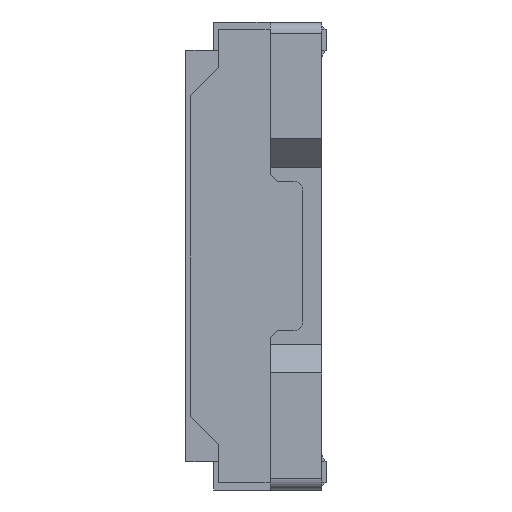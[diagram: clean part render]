
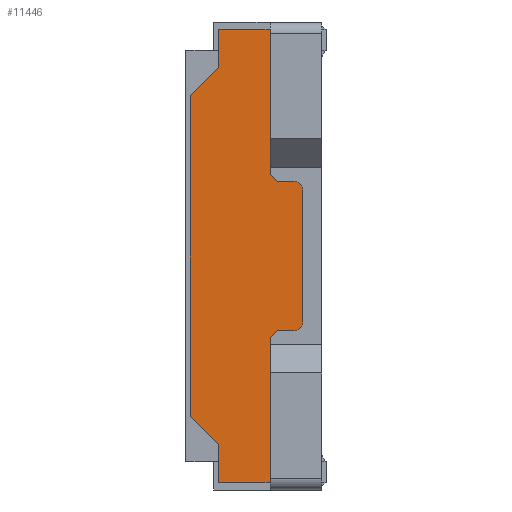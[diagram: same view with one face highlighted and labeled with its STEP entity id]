
A CAD part, left-side view. The second image highlights one B-rep face of the part: STEP entity #11446.
In plain terms, the highlighted planar face has unit normal (-1, 0, 0).
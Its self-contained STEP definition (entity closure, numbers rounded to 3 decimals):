
#1901=DIRECTION('',(0.,-1.,0.));
#1902=VECTOR('',#1901,0.22);
#1903=CARTESIAN_POINT('',(-4.02,0.44,-0.97));
#1904=LINE('',#1903,#1902);
#2305=DIRECTION('',(0.,-1.,0.));
#2306=VECTOR('',#2305,0.22);
#2307=CARTESIAN_POINT('',(-4.02,0.44,0.97));
#2308=LINE('',#2307,#2306);
#2551=DIRECTION('',(0.,0.,-1.));
#2552=VECTOR('',#2551,0.5);
#2553=CARTESIAN_POINT('',(-4.02,0.22,-0.47));
#2554=LINE('',#2553,#2552);
#2555=DIRECTION('',(0.,0.707,0.707));
#2556=VECTOR('',#2555,0.17);
#2557=CARTESIAN_POINT('',(-4.02,0.44,-0.805));
#2558=LINE('',#2557,#2556);
#2559=DIRECTION('',(0.,0.,1.));
#2560=VECTOR('',#2559,1.37);
#2561=CARTESIAN_POINT('',(-4.02,0.56,-0.685));
#2562=LINE('',#2561,#2560);
#2563=DIRECTION('',(0.,-0.707,0.707));
#2564=VECTOR('',#2563,0.17);
#2565=CARTESIAN_POINT('',(-4.02,0.56,0.685));
#2566=LINE('',#2565,#2564);
#2567=DIRECTION('',(0.,0.,-1.));
#2568=VECTOR('',#2567,0.5);
#2569=CARTESIAN_POINT('',(-4.02,0.22,0.97));
#2570=LINE('',#2569,#2568);
#2571=DIRECTION('',(0.,0.,-1.));
#2572=VECTOR('',#2571,0.12);
#2573=CARTESIAN_POINT('',(-4.02,0.22,0.47));
#2574=LINE('',#2573,#2572);
#2575=DIRECTION('',(0.,-0.707,-0.707));
#2576=VECTOR('',#2575,0.042);
#2577=CARTESIAN_POINT('',(-4.02,0.22,0.35));
#2578=LINE('',#2577,#2576);
#2579=DIRECTION('',(0.,-1.,0.));
#2580=VECTOR('',#2579,0.07);
#2581=CARTESIAN_POINT('',(-4.02,0.19,0.32));
#2582=LINE('',#2581,#2580);
#2583=CARTESIAN_POINT('',(-4.02,0.12,0.28));
#2584=DIRECTION('',(1.,0.,0.));
#2585=DIRECTION('',(0.,0.,1.));
#2586=AXIS2_PLACEMENT_3D('',#2583,#2584,#2585);
#2588=DIRECTION('',(0.,0.,-1.));
#2589=VECTOR('',#2588,0.56);
#2590=CARTESIAN_POINT('',(-4.02,0.08,0.28));
#2591=LINE('',#2590,#2589);
#2592=CARTESIAN_POINT('',(-4.02,0.12,-0.28));
#2593=DIRECTION('',(1.,0.,0.));
#2594=DIRECTION('',(0.,-1.,0.));
#2595=AXIS2_PLACEMENT_3D('',#2592,#2593,#2594);
#2597=DIRECTION('',(0.,1.,0.));
#2598=VECTOR('',#2597,0.07);
#2599=CARTESIAN_POINT('',(-4.02,0.12,-0.32));
#2600=LINE('',#2599,#2598);
#2601=DIRECTION('',(0.,0.707,-0.707));
#2602=VECTOR('',#2601,0.042);
#2603=CARTESIAN_POINT('',(-4.02,0.19,-0.32));
#2604=LINE('',#2603,#2602);
#2605=DIRECTION('',(0.,0.,-1.));
#2606=VECTOR('',#2605,0.12);
#2607=CARTESIAN_POINT('',(-4.02,0.22,-0.35));
#2608=LINE('',#2607,#2606);
#2609=DIRECTION('',(0.,0.,-1.));
#2610=VECTOR('',#2609,0.165);
#2611=CARTESIAN_POINT('',(-4.02,0.44,-0.805));
#2612=LINE('',#2611,#2610);
#4549=DIRECTION('',(0.,0.,-1.));
#4550=VECTOR('',#4549,0.165);
#4551=CARTESIAN_POINT('',(-4.02,0.44,0.97));
#4552=LINE('',#4551,#4550);
#6271=CARTESIAN_POINT('',(-4.02,0.22,0.97));
#6272=VERTEX_POINT('',#6271);
#6343=CARTESIAN_POINT('',(-4.02,0.22,0.35));
#6344=CARTESIAN_POINT('',(-4.02,0.19,0.32));
#6345=VERTEX_POINT('',#6343);
#6346=VERTEX_POINT('',#6344);
#6347=CARTESIAN_POINT('',(-4.02,0.12,0.32));
#6348=VERTEX_POINT('',#6347);
#6349=CARTESIAN_POINT('',(-4.02,0.08,0.28));
#6350=VERTEX_POINT('',#6349);
#6351=CARTESIAN_POINT('',(-4.02,0.08,-0.28));
#6352=VERTEX_POINT('',#6351);
#6353=CARTESIAN_POINT('',(-4.02,0.12,-0.32));
#6354=VERTEX_POINT('',#6353);
#6355=CARTESIAN_POINT('',(-4.02,0.19,-0.32));
#6356=VERTEX_POINT('',#6355);
#6357=CARTESIAN_POINT('',(-4.02,0.22,-0.35));
#6358=VERTEX_POINT('',#6357);
#6359=CARTESIAN_POINT('',(-4.02,0.44,-0.805));
#6360=CARTESIAN_POINT('',(-4.02,0.56,-0.685));
#6361=VERTEX_POINT('',#6359);
#6362=VERTEX_POINT('',#6360);
#6363=CARTESIAN_POINT('',(-4.02,0.56,0.685));
#6364=VERTEX_POINT('',#6363);
#6365=CARTESIAN_POINT('',(-4.02,0.44,0.805));
#6366=VERTEX_POINT('',#6365);
#6411=CARTESIAN_POINT('',(-4.02,0.22,0.47));
#6412=VERTEX_POINT('',#6411);
#7051=CARTESIAN_POINT('',(-4.02,0.44,0.97));
#7052=VERTEX_POINT('',#7051);
#7061=CARTESIAN_POINT('',(-4.02,0.22,-0.47));
#7062=VERTEX_POINT('',#7061);
#7071=CARTESIAN_POINT('',(-4.02,0.22,-0.97));
#7072=VERTEX_POINT('',#7071);
#7075=CARTESIAN_POINT('',(-4.02,0.44,-0.97));
#7076=VERTEX_POINT('',#7075);
#11416=CARTESIAN_POINT('',(-4.02,0.44,0.88));
#11417=DIRECTION('',(-1.,0.,0.));
#11418=DIRECTION('',(0.,-1.,0.));
#11419=AXIS2_PLACEMENT_3D('',#11416,#11417,#11418);
#11420=PLANE('',#11419);
#11421=ORIENTED_EDGE('',*,*,#10791,.T.);
#11422=ORIENTED_EDGE('',*,*,#10578,.F.);
#11424=ORIENTED_EDGE('',*,*,#11423,.F.);
#11426=ORIENTED_EDGE('',*,*,#11425,.T.);
#11428=ORIENTED_EDGE('',*,*,#11427,.T.);
#11430=ORIENTED_EDGE('',*,*,#11429,.T.);
#11432=ORIENTED_EDGE('',*,*,#11431,.F.);
#11433=ORIENTED_EDGE('',*,*,#11097,.T.);
#11434=ORIENTED_EDGE('',*,*,#10751,.T.);
#11435=ORIENTED_EDGE('',*,*,#11229,.T.);
#11436=ORIENTED_EDGE('',*,*,#11247,.T.);
#11437=ORIENTED_EDGE('',*,*,#11411,.T.);
#11438=ORIENTED_EDGE('',*,*,#11398,.T.);
#11439=ORIENTED_EDGE('',*,*,#11384,.T.);
#11440=ORIENTED_EDGE('',*,*,#11370,.T.);
#11441=ORIENTED_EDGE('',*,*,#11356,.T.);
#11442=ORIENTED_EDGE('',*,*,#11342,.T.);
#11443=ORIENTED_EDGE('',*,*,#11328,.T.);
#11444=EDGE_LOOP('',(#11421,#11422,#11424,#11426,#11428,#11430,#11432,#11433,
#11434,#11435,#11436,#11437,#11438,#11439,#11440,#11441,#11442,#11443));
#11445=FACE_OUTER_BOUND('',#11444,.F.);
#11446=ADVANCED_FACE('',(#11445),#11420,.T.);
#2587=CIRCLE('',#2586,0.04);
#2596=CIRCLE('',#2595,0.04);
#10578=EDGE_CURVE('',#7076,#7072,#1904,.T.);
#10751=EDGE_CURVE('',#6272,#6412,#2570,.T.);
#10791=EDGE_CURVE('',#7062,#7072,#2554,.T.);
#11097=EDGE_CURVE('',#7052,#6272,#2308,.T.);
#11229=EDGE_CURVE('',#6412,#6345,#2574,.T.);
#11247=EDGE_CURVE('',#6345,#6346,#2578,.T.);
#11328=EDGE_CURVE('',#6358,#7062,#2608,.T.);
#11342=EDGE_CURVE('',#6356,#6358,#2604,.T.);
#11356=EDGE_CURVE('',#6354,#6356,#2600,.T.);
#11370=EDGE_CURVE('',#6352,#6354,#2596,.T.);
#11384=EDGE_CURVE('',#6350,#6352,#2591,.T.);
#11398=EDGE_CURVE('',#6348,#6350,#2587,.T.);
#11411=EDGE_CURVE('',#6346,#6348,#2582,.T.);
#11423=EDGE_CURVE('',#6361,#7076,#2612,.T.);
#11425=EDGE_CURVE('',#6361,#6362,#2558,.T.);
#11427=EDGE_CURVE('',#6362,#6364,#2562,.T.);
#11429=EDGE_CURVE('',#6364,#6366,#2566,.T.);
#11431=EDGE_CURVE('',#7052,#6366,#4552,.T.);
